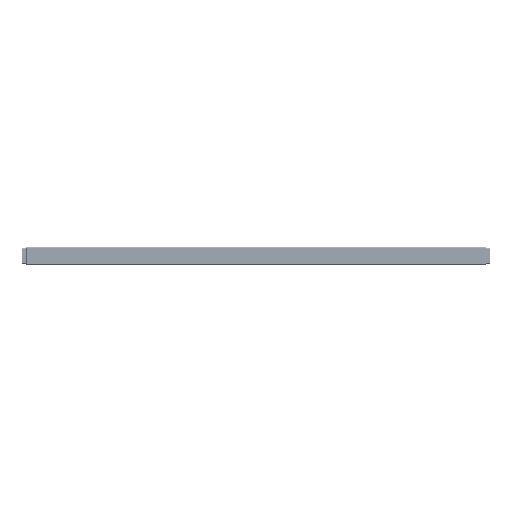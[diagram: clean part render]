
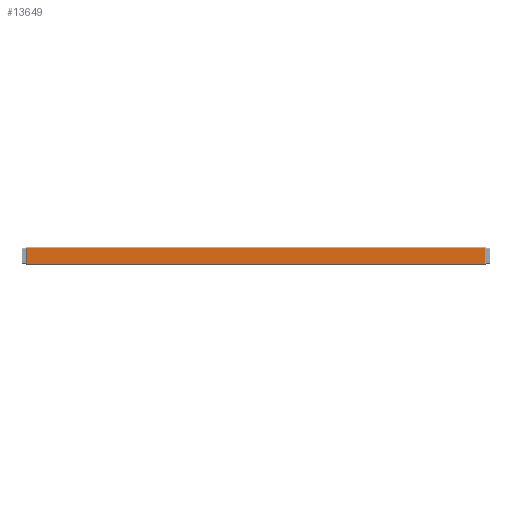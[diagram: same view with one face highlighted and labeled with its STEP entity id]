
A CAD part, front view. The second image highlights one B-rep face of the part: STEP entity #13649.
In plain terms, the highlighted planar face has unit normal (0, -1, 0).
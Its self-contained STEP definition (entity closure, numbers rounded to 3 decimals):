
#10910=FACE_OUTER_BOUND('',#26877,.T.);
#13649=ADVANCED_FACE('',(#10910),#17697,.T.);
#17697=PLANE('',#78532);
#26877=EDGE_LOOP('',(#33018,#33019,#33020,#33021));
#33018=ORIENTED_EDGE('',*,*,#58466,.T.);
#33019=ORIENTED_EDGE('',*,*,#58467,.T.);
#33020=ORIENTED_EDGE('',*,*,#58468,.T.);
#33021=ORIENTED_EDGE('',*,*,#58469,.T.);
#51778=VERTEX_POINT('',#105316);
#51779=VERTEX_POINT('',#105317);
#51780=VERTEX_POINT('',#105319);
#51781=VERTEX_POINT('',#105321);
#58466=EDGE_CURVE('',#51778,#51779,#67756,.T.);
#58467=EDGE_CURVE('',#51779,#51780,#67757,.T.);
#58468=EDGE_CURVE('',#51780,#51781,#67758,.T.);
#58469=EDGE_CURVE('',#51781,#51778,#67759,.T.);
#67756=LINE('',#105315,#73224);
#67757=LINE('',#105318,#73225);
#67758=LINE('',#105320,#73226);
#67759=LINE('',#105322,#73227);
#73224=VECTOR('',#85571,1.);
#73225=VECTOR('',#85572,1.);
#73226=VECTOR('',#85573,1.);
#73227=VECTOR('',#85574,1.);
#78532=AXIS2_PLACEMENT_3D('',#105323,#85575,#85576);
#85571=DIRECTION('',(-1.,0.,0.));
#85572=DIRECTION('',(0.,0.,-1.));
#85573=DIRECTION('',(1.,0.,0.));
#85574=DIRECTION('',(0.,0.,1.));
#85575=DIRECTION('',(0.,-1.,0.));
#85576=DIRECTION('',(0.,0.,1.));
#105315=CARTESIAN_POINT('',(200.,0.,14.25));
#105316=CARTESIAN_POINT('',(399.275,0.,14.25));
#105317=CARTESIAN_POINT('',(0.725,0.,14.25));
#105318=CARTESIAN_POINT('',(0.725,0.,0.));
#105319=CARTESIAN_POINT('',(0.725,0.,0.75));
#105320=CARTESIAN_POINT('',(200.,0.,0.75));
#105321=CARTESIAN_POINT('',(399.275,0.,0.75));
#105322=CARTESIAN_POINT('',(399.275,0.,0.));
#105323=CARTESIAN_POINT('',(200.,0.,0.));
